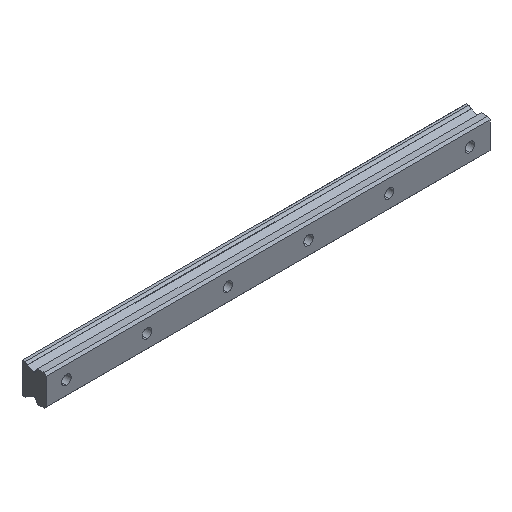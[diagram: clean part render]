
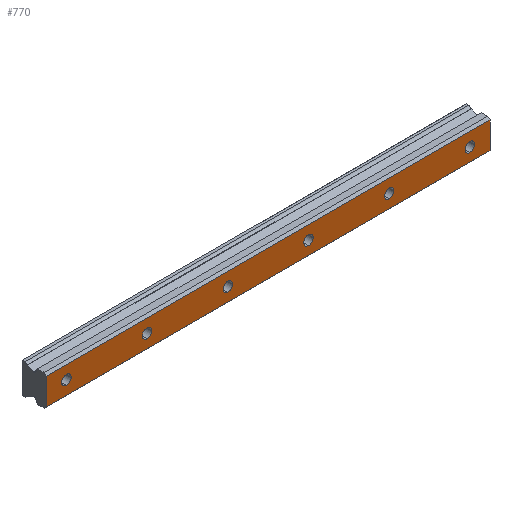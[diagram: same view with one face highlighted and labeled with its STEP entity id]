
A CAD part, isometric view. The second image highlights one B-rep face of the part: STEP entity #770.
In plain terms, the highlighted planar face has unit normal (0, -1, 0).
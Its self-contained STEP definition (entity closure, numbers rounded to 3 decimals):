
#2 = CARTESIAN_POINT ( 'NONE',  ( 60., 0., 0. ) ) ;
#39 = LINE ( 'NONE', #1170, #1680 ) ;
#44 = CARTESIAN_POINT ( 'NONE',  ( 120., 0., 0. ) ) ;
#62 = DIRECTION ( 'NONE',  ( 0., -1., 0. ) ) ;
#101 = EDGE_CURVE ( 'NONE', #741, #882, #975, .T. ) ;
#111 = AXIS2_PLACEMENT_3D ( 'NONE', #672, #404, #112 ) ;
#112 = DIRECTION ( 'NONE',  ( 0., 0., 1. ) ) ;
#127 = DIRECTION ( 'NONE',  ( 0., 0., 1. ) ) ;
#128 = VERTEX_POINT ( 'NONE', #240 ) ;
#139 = CARTESIAN_POINT ( 'NONE',  ( 180., 0., -3.5 ) ) ;
#159 = DIRECTION ( 'NONE',  ( 0., 0., 1. ) ) ;
#171 = VERTEX_POINT ( 'NONE', #813 ) ;
#184 = CARTESIAN_POINT ( 'NONE',  ( 315., 0., 9.9 ) ) ;
#187 = CARTESIAN_POINT ( 'NONE',  ( 0., 0., -3.5 ) ) ;
#188 = CARTESIAN_POINT ( 'NONE',  ( 315., 0., -9.9 ) ) ;
#191 = VERTEX_POINT ( 'NONE', #1206 ) ;
#202 = EDGE_CURVE ( 'NONE', #988, #446, #1362, .T. ) ;
#212 = CARTESIAN_POINT ( 'NONE',  ( 240., 0., 3.5 ) ) ;
#229 = DIRECTION ( 'NONE',  ( 0., 0., 1. ) ) ;
#233 = AXIS2_PLACEMENT_3D ( 'NONE', #44, #346, #1798 ) ;
#240 = CARTESIAN_POINT ( 'NONE',  ( -15., 0., 9.9 ) ) ;
#255 = VECTOR ( 'NONE', #1312, 1000. ) ;
#258 = DIRECTION ( 'NONE',  ( 0., 0., 1. ) ) ;
#262 = CIRCLE ( 'NONE', #1035, 3.5 ) ;
#307 = CARTESIAN_POINT ( 'NONE',  ( 120., 0., 0. ) ) ;
#320 = DIRECTION ( 'NONE',  ( 0., -1., 0. ) ) ;
#323 = EDGE_LOOP ( 'NONE', ( #1621, #814 ) ) ;
#331 = EDGE_CURVE ( 'NONE', #491, #171, #262, .T. ) ;
#341 = ORIENTED_EDGE ( 'NONE', *, *, #1174, .F. ) ;
#346 = DIRECTION ( 'NONE',  ( 0., -1., 0. ) ) ;
#363 = DIRECTION ( 'NONE',  ( 0., 0., 1. ) ) ;
#368 = CARTESIAN_POINT ( 'NONE',  ( 300., 0., -3.5 ) ) ;
#379 = DIRECTION ( 'NONE',  ( 0., -1., 0. ) ) ;
#380 = CIRCLE ( 'NONE', #798, 3.5 ) ;
#383 = AXIS2_PLACEMENT_3D ( 'NONE', #1828, #967, #828 ) ;
#397 = PLANE ( 'NONE',  #383 ) ;
#398 = EDGE_CURVE ( 'NONE', #399, #555, #626, .T. ) ;
#399 = VERTEX_POINT ( 'NONE', #574 ) ;
#401 = CIRCLE ( 'NONE', #1480, 3.5 ) ;
#404 = DIRECTION ( 'NONE',  ( 0., -1., 0. ) ) ;
#407 = DIRECTION ( 'NONE',  ( 0., 0., 1. ) ) ;
#408 = CIRCLE ( 'NONE', #438, 3.5 ) ;
#430 = CIRCLE ( 'NONE', #111, 3.5 ) ;
#438 = AXIS2_PLACEMENT_3D ( 'NONE', #1782, #62, #363 ) ;
#446 = VERTEX_POINT ( 'NONE', #752 ) ;
#447 = CARTESIAN_POINT ( 'NONE',  ( 60., 0., 3.5 ) ) ;
#448 = ORIENTED_EDGE ( 'NONE', *, *, #840, .F. ) ;
#466 = VECTOR ( 'NONE', #899, 1000. ) ;
#491 = VERTEX_POINT ( 'NONE', #447 ) ;
#510 = EDGE_CURVE ( 'NONE', #128, #191, #1459, .T. ) ;
#532 = CARTESIAN_POINT ( 'NONE',  ( 300., 0., 0. ) ) ;
#550 = EDGE_CURVE ( 'NONE', #1225, #1198, #408, .T. ) ;
#551 = FACE_BOUND ( 'NONE', #1230, .T. ) ;
#555 = VERTEX_POINT ( 'NONE', #212 ) ;
#567 = EDGE_CURVE ( 'NONE', #555, #399, #380, .T. ) ;
#574 = CARTESIAN_POINT ( 'NONE',  ( 240., 0., -3.5 ) ) ;
#588 = DIRECTION ( 'NONE',  ( 0., -1., 0. ) ) ;
#614 = CIRCLE ( 'NONE', #845, 3.5 ) ;
#621 = ORIENTED_EDGE ( 'NONE', *, *, #202, .F. ) ;
#626 = CIRCLE ( 'NONE', #1661, 3.5 ) ;
#639 = EDGE_LOOP ( 'NONE', ( #1787, #1339, #1639, #1438 ) ) ;
#672 = CARTESIAN_POINT ( 'NONE',  ( 0., 0., 0. ) ) ;
#685 = FACE_OUTER_BOUND ( 'NONE', #639, .T. ) ;
#691 = DIRECTION ( 'NONE',  ( 0., -1., 0. ) ) ;
#709 = DIRECTION ( 'NONE',  ( 0., -1., 0. ) ) ;
#741 = VERTEX_POINT ( 'NONE', #1100 ) ;
#742 = DIRECTION ( 'NONE',  ( 1., 0., 0. ) ) ;
#748 = CARTESIAN_POINT ( 'NONE',  ( 60., 0., 0. ) ) ;
#752 = CARTESIAN_POINT ( 'NONE',  ( 300., 0., 3.5 ) ) ;
#760 = DIRECTION ( 'NONE',  ( 0., -1., 0. ) ) ;
#770 = ADVANCED_FACE ( 'NONE', ( #685, #1274, #1554, #1404, #1251, #551, #1685 ), #397, .F. ) ;
#775 = EDGE_CURVE ( 'NONE', #1198, #1225, #1425, .T. ) ;
#783 = EDGE_LOOP ( 'NONE', ( #341, #1117 ) ) ;
#798 = AXIS2_PLACEMENT_3D ( 'NONE', #1063, #760, #1233 ) ;
#813 = CARTESIAN_POINT ( 'NONE',  ( 60., 0., -3.5 ) ) ;
#814 = ORIENTED_EDGE ( 'NONE', *, *, #775, .F. ) ;
#828 = DIRECTION ( 'NONE',  ( 0., 0., 1. ) ) ;
#840 = EDGE_CURVE ( 'NONE', #171, #491, #614, .T. ) ;
#845 = AXIS2_PLACEMENT_3D ( 'NONE', #748, #1574, #1142 ) ;
#852 = CARTESIAN_POINT ( 'NONE',  ( 0., 0., 3.5 ) ) ;
#856 = AXIS2_PLACEMENT_3D ( 'NONE', #1396, #691, #407 ) ;
#878 = AXIS2_PLACEMENT_3D ( 'NONE', #307, #320, #1573 ) ;
#882 = VERTEX_POINT ( 'NONE', #1031 ) ;
#888 = EDGE_LOOP ( 'NONE', ( #1518, #448 ) ) ;
#892 = EDGE_CURVE ( 'NONE', #1416, #918, #401, .T. ) ;
#899 = DIRECTION ( 'NONE',  ( 0., 0., -1. ) ) ;
#908 = AXIS2_PLACEMENT_3D ( 'NONE', #532, #379, #258 ) ;
#918 = VERTEX_POINT ( 'NONE', #852 ) ;
#924 = DIRECTION ( 'NONE',  ( 0., -1., 0. ) ) ;
#925 = EDGE_CURVE ( 'NONE', #1632, #1476, #1426, .T. ) ;
#932 = CARTESIAN_POINT ( 'NONE',  ( 300., 0., 0. ) ) ;
#934 = EDGE_CURVE ( 'NONE', #1476, #128, #39, .T. ) ;
#936 = CARTESIAN_POINT ( 'NONE',  ( 315., 0., 9.9 ) ) ;
#946 = CARTESIAN_POINT ( 'NONE',  ( 315., 0., -9.9 ) ) ;
#962 = EDGE_LOOP ( 'NONE', ( #1310, #621 ) ) ;
#967 = DIRECTION ( 'NONE',  ( 0., 1., 0. ) ) ;
#975 = CIRCLE ( 'NONE', #233, 3.5 ) ;
#988 = VERTEX_POINT ( 'NONE', #368 ) ;
#1022 = EDGE_LOOP ( 'NONE', ( #1275, #1583 ) ) ;
#1031 = CARTESIAN_POINT ( 'NONE',  ( 120., 0., -3.5 ) ) ;
#1035 = AXIS2_PLACEMENT_3D ( 'NONE', #2, #1430, #127 ) ;
#1063 = CARTESIAN_POINT ( 'NONE',  ( 240., 0., 0. ) ) ;
#1097 = EDGE_CURVE ( 'NONE', #446, #988, #1240, .T. ) ;
#1100 = CARTESIAN_POINT ( 'NONE',  ( 120., 0., 3.5 ) ) ;
#1116 = CIRCLE ( 'NONE', #878, 3.5 ) ;
#1117 = ORIENTED_EDGE ( 'NONE', *, *, #892, .F. ) ;
#1142 = DIRECTION ( 'NONE',  ( 0., 0., 1. ) ) ;
#1170 = CARTESIAN_POINT ( 'NONE',  ( -15., 0., 9.9 ) ) ;
#1174 = EDGE_CURVE ( 'NONE', #918, #1416, #430, .T. ) ;
#1181 = DIRECTION ( 'NONE',  ( 0., 0., 1. ) ) ;
#1193 = CARTESIAN_POINT ( 'NONE',  ( -15., 0., -9.9 ) ) ;
#1198 = VERTEX_POINT ( 'NONE', #139 ) ;
#1206 = CARTESIAN_POINT ( 'NONE',  ( 315., 0., 9.9 ) ) ;
#1220 = VECTOR ( 'NONE', #742, 1000. ) ;
#1225 = VERTEX_POINT ( 'NONE', #1804 ) ;
#1230 = EDGE_LOOP ( 'NONE', ( #1469, #1351 ) ) ;
#1233 = DIRECTION ( 'NONE',  ( 0., 0., 1. ) ) ;
#1240 = CIRCLE ( 'NONE', #908, 3.5 ) ;
#1251 = FACE_BOUND ( 'NONE', #323, .T. ) ;
#1274 = FACE_BOUND ( 'NONE', #783, .T. ) ;
#1275 = ORIENTED_EDGE ( 'NONE', *, *, #567, .F. ) ;
#1276 = DIRECTION ( 'NONE',  ( 0., 0., 1. ) ) ;
#1310 = ORIENTED_EDGE ( 'NONE', *, *, #1097, .F. ) ;
#1312 = DIRECTION ( 'NONE',  ( -1., 0., 0. ) ) ;
#1339 = ORIENTED_EDGE ( 'NONE', *, *, #1503, .F. ) ;
#1351 = ORIENTED_EDGE ( 'NONE', *, *, #1369, .F. ) ;
#1362 = CIRCLE ( 'NONE', #1660, 3.5 ) ;
#1369 = EDGE_CURVE ( 'NONE', #882, #741, #1116, .T. ) ;
#1396 = CARTESIAN_POINT ( 'NONE',  ( 180., 0., 0. ) ) ;
#1404 = FACE_BOUND ( 'NONE', #1022, .T. ) ;
#1416 = VERTEX_POINT ( 'NONE', #187 ) ;
#1417 = CARTESIAN_POINT ( 'NONE',  ( 240., 0., 0. ) ) ;
#1425 = CIRCLE ( 'NONE', #856, 3.5 ) ;
#1426 = LINE ( 'NONE', #188, #255 ) ;
#1430 = DIRECTION ( 'NONE',  ( 0., -1., 0. ) ) ;
#1438 = ORIENTED_EDGE ( 'NONE', *, *, #934, .F. ) ;
#1459 = LINE ( 'NONE', #184, #1220 ) ;
#1469 = ORIENTED_EDGE ( 'NONE', *, *, #101, .F. ) ;
#1476 = VERTEX_POINT ( 'NONE', #1193 ) ;
#1480 = AXIS2_PLACEMENT_3D ( 'NONE', #1601, #588, #159 ) ;
#1503 = EDGE_CURVE ( 'NONE', #191, #1632, #1617, .T. ) ;
#1518 = ORIENTED_EDGE ( 'NONE', *, *, #331, .F. ) ;
#1554 = FACE_BOUND ( 'NONE', #962, .T. ) ;
#1573 = DIRECTION ( 'NONE',  ( 0., 0., 1. ) ) ;
#1574 = DIRECTION ( 'NONE',  ( 0., -1., 0. ) ) ;
#1583 = ORIENTED_EDGE ( 'NONE', *, *, #398, .F. ) ;
#1601 = CARTESIAN_POINT ( 'NONE',  ( 0., 0., 0. ) ) ;
#1617 = LINE ( 'NONE', #936, #466 ) ;
#1621 = ORIENTED_EDGE ( 'NONE', *, *, #550, .F. ) ;
#1632 = VERTEX_POINT ( 'NONE', #946 ) ;
#1639 = ORIENTED_EDGE ( 'NONE', *, *, #510, .F. ) ;
#1660 = AXIS2_PLACEMENT_3D ( 'NONE', #932, #924, #229 ) ;
#1661 = AXIS2_PLACEMENT_3D ( 'NONE', #1417, #709, #1276 ) ;
#1680 = VECTOR ( 'NONE', #1181, 1000. ) ;
#1685 = FACE_BOUND ( 'NONE', #888, .T. ) ;
#1782 = CARTESIAN_POINT ( 'NONE',  ( 180., 0., 0. ) ) ;
#1787 = ORIENTED_EDGE ( 'NONE', *, *, #925, .F. ) ;
#1798 = DIRECTION ( 'NONE',  ( 0., 0., 1. ) ) ;
#1804 = CARTESIAN_POINT ( 'NONE',  ( 180., 0., 3.5 ) ) ;
#1828 = CARTESIAN_POINT ( 'NONE',  ( 315., 0., 9.9 ) ) ;
